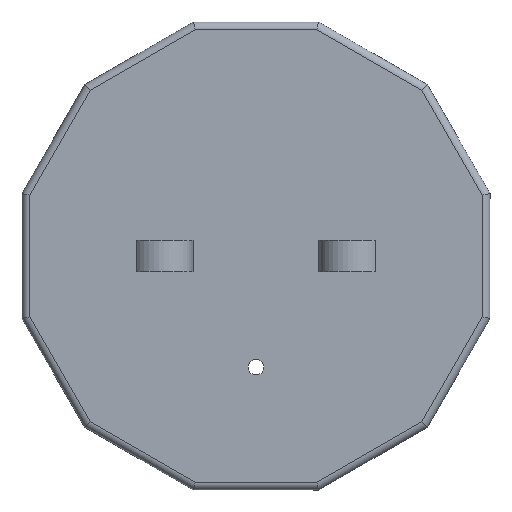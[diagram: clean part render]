
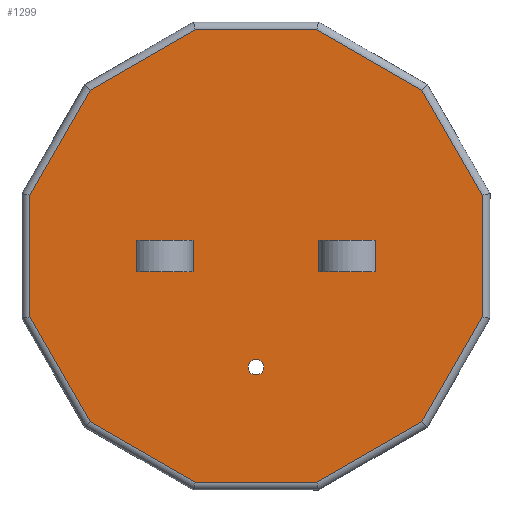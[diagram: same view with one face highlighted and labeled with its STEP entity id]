
A CAD part, front view. The second image highlights one B-rep face of the part: STEP entity #1299.
In plain terms, the highlighted planar face has unit normal (0, -1, 0).
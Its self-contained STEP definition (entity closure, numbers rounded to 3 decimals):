
#40=FACE_BOUND('',#180,.T.);
#41=FACE_BOUND('',#181,.T.);
#42=FACE_BOUND('',#182,.T.);
#52=PLANE('',#1403);
#101=FACE_OUTER_BOUND('',#179,.T.);
#179=EDGE_LOOP('',(#905,#906,#907,#908,#909,#910,#911,#912,#913,#914,#915,
#916));
#180=EDGE_LOOP('',(#917));
#181=EDGE_LOOP('',(#918,#919,#920,#921));
#182=EDGE_LOOP('',(#922,#923,#924,#925));
#264=LINE('',#1899,#419);
#267=LINE('',#1906,#422);
#271=LINE('',#1915,#426);
#272=LINE('',#1921,#427);
#273=LINE('',#1923,#428);
#274=LINE('',#1925,#429);
#275=LINE('',#1927,#430);
#276=LINE('',#1929,#431);
#277=LINE('',#1931,#432);
#278=LINE('',#1933,#433);
#279=LINE('',#1935,#434);
#280=LINE('',#1937,#435);
#281=LINE('',#1939,#436);
#282=LINE('',#1941,#437);
#283=LINE('',#1942,#438);
#284=LINE('',#1944,#439);
#285=LINE('',#1945,#440);
#286=LINE('',#1947,#441);
#287=LINE('',#1949,#442);
#288=LINE('',#1950,#443);
#419=VECTOR('',#1519,10.);
#422=VECTOR('',#1524,10.);
#426=VECTOR('',#1532,10.);
#427=VECTOR('',#1537,10.);
#428=VECTOR('',#1538,10.);
#429=VECTOR('',#1539,10.);
#430=VECTOR('',#1540,10.);
#431=VECTOR('',#1541,10.);
#432=VECTOR('',#1542,10.);
#433=VECTOR('',#1543,10.);
#434=VECTOR('',#1544,10.);
#435=VECTOR('',#1545,10.);
#436=VECTOR('',#1546,10.);
#437=VECTOR('',#1547,10.);
#438=VECTOR('',#1548,10.);
#439=VECTOR('',#1549,10.);
#440=VECTOR('',#1550,10.);
#441=VECTOR('',#1551,10.);
#442=VECTOR('',#1552,10.);
#443=VECTOR('',#1553,10.);
#571=CIRCLE('',#1396,1.25);
#581=VERTEX_POINT('',#1887);
#585=VERTEX_POINT('',#1896);
#586=VERTEX_POINT('',#1898);
#587=VERTEX_POINT('',#1902);
#589=VERTEX_POINT('',#1905);
#592=VERTEX_POINT('',#1913);
#594=VERTEX_POINT('',#1919);
#595=VERTEX_POINT('',#1920);
#596=VERTEX_POINT('',#1922);
#597=VERTEX_POINT('',#1924);
#598=VERTEX_POINT('',#1926);
#599=VERTEX_POINT('',#1928);
#600=VERTEX_POINT('',#1930);
#601=VERTEX_POINT('',#1932);
#602=VERTEX_POINT('',#1934);
#603=VERTEX_POINT('',#1936);
#604=VERTEX_POINT('',#1938);
#605=VERTEX_POINT('',#1940);
#606=VERTEX_POINT('',#1943);
#607=VERTEX_POINT('',#1946);
#608=VERTEX_POINT('',#1948);
#699=EDGE_CURVE('',#581,#581,#571,.T.);
#704=EDGE_CURVE('',#586,#585,#264,.T.);
#707=EDGE_CURVE('',#589,#587,#267,.T.);
#712=EDGE_CURVE('',#585,#592,#271,.T.);
#714=EDGE_CURVE('',#594,#595,#272,.T.);
#715=EDGE_CURVE('',#596,#594,#273,.T.);
#716=EDGE_CURVE('',#597,#596,#274,.T.);
#717=EDGE_CURVE('',#598,#597,#275,.T.);
#718=EDGE_CURVE('',#599,#598,#276,.T.);
#719=EDGE_CURVE('',#600,#599,#277,.T.);
#720=EDGE_CURVE('',#601,#600,#278,.T.);
#721=EDGE_CURVE('',#602,#601,#279,.T.);
#722=EDGE_CURVE('',#603,#602,#280,.T.);
#723=EDGE_CURVE('',#604,#603,#281,.T.);
#724=EDGE_CURVE('',#605,#604,#282,.T.);
#725=EDGE_CURVE('',#595,#605,#283,.T.);
#726=EDGE_CURVE('',#606,#586,#284,.T.);
#727=EDGE_CURVE('',#592,#606,#285,.T.);
#728=EDGE_CURVE('',#587,#607,#286,.T.);
#729=EDGE_CURVE('',#607,#608,#287,.T.);
#730=EDGE_CURVE('',#608,#589,#288,.T.);
#905=ORIENTED_EDGE('',*,*,#714,.F.);
#906=ORIENTED_EDGE('',*,*,#715,.F.);
#907=ORIENTED_EDGE('',*,*,#716,.F.);
#908=ORIENTED_EDGE('',*,*,#717,.F.);
#909=ORIENTED_EDGE('',*,*,#718,.F.);
#910=ORIENTED_EDGE('',*,*,#719,.F.);
#911=ORIENTED_EDGE('',*,*,#720,.F.);
#912=ORIENTED_EDGE('',*,*,#721,.F.);
#913=ORIENTED_EDGE('',*,*,#722,.F.);
#914=ORIENTED_EDGE('',*,*,#723,.F.);
#915=ORIENTED_EDGE('',*,*,#724,.F.);
#916=ORIENTED_EDGE('',*,*,#725,.F.);
#917=ORIENTED_EDGE('',*,*,#699,.T.);
#918=ORIENTED_EDGE('',*,*,#726,.T.);
#919=ORIENTED_EDGE('',*,*,#704,.T.);
#920=ORIENTED_EDGE('',*,*,#712,.T.);
#921=ORIENTED_EDGE('',*,*,#727,.T.);
#922=ORIENTED_EDGE('',*,*,#707,.T.);
#923=ORIENTED_EDGE('',*,*,#728,.T.);
#924=ORIENTED_EDGE('',*,*,#729,.T.);
#925=ORIENTED_EDGE('',*,*,#730,.T.);
#1299=ADVANCED_FACE('',(#101,#40,#41,#42),#52,.F.);
#1396=AXIS2_PLACEMENT_3D('',#1888,#1510,#1511);
#1403=AXIS2_PLACEMENT_3D('',#1918,#1535,#1536);
#1510=DIRECTION('center_axis',(0.,1.,0.));
#1511=DIRECTION('ref_axis',(1.,0.,0.));
#1519=DIRECTION('',(0.,0.,1.));
#1524=DIRECTION('',(0.,0.,-1.));
#1532=DIRECTION('',(1.,0.,0.));
#1535=DIRECTION('center_axis',(0.,1.,0.));
#1536=DIRECTION('ref_axis',(0.,0.,1.));
#1537=DIRECTION('',(-0.5,0.,0.866));
#1538=DIRECTION('',(-0.866,0.,0.5));
#1539=DIRECTION('',(-1.,0.,0.));
#1540=DIRECTION('',(-0.866,0.,-0.5));
#1541=DIRECTION('',(-0.5,0.,-0.866));
#1542=DIRECTION('',(0.,0.,-1.));
#1543=DIRECTION('',(0.5,0.,-0.866));
#1544=DIRECTION('',(0.866,0.,-0.5));
#1545=DIRECTION('',(1.,0.,0.));
#1546=DIRECTION('',(0.866,0.,0.5));
#1547=DIRECTION('',(0.5,0.,0.866));
#1548=DIRECTION('',(0.,0.,1.));
#1549=DIRECTION('',(-1.,0.,0.));
#1550=DIRECTION('',(0.,0.,-1.));
#1551=DIRECTION('',(-1.,0.,0.));
#1552=DIRECTION('',(0.,0.,1.));
#1553=DIRECTION('',(1.,0.,0.));
#1887=CARTESIAN_POINT('',(-1.25,0.,-17.7));
#1888=CARTESIAN_POINT('Origin',(0.,0.,-17.7));
#1896=CARTESIAN_POINT('',(-19.,0.,2.5));
#1898=CARTESIAN_POINT('',(-19.,0.,-2.5));
#1899=CARTESIAN_POINT('',(-19.,0.,-2.5));
#1902=CARTESIAN_POINT('',(19.,0.,-2.5));
#1905=CARTESIAN_POINT('',(19.,0.,2.5));
#1906=CARTESIAN_POINT('',(19.,0.,2.5));
#1913=CARTESIAN_POINT('',(-10.,0.,2.5));
#1915=CARTESIAN_POINT('',(-5.,0.,2.5));
#1918=CARTESIAN_POINT('Origin',(0.,0.,0.));
#1919=CARTESIAN_POINT('',(-26.409,0.,-26.409));
#1920=CARTESIAN_POINT('',(-36.075,0.,-9.666));
#1921=CARTESIAN_POINT('',(-28.745,0.,-22.362));
#1922=CARTESIAN_POINT('',(-9.666,0.,-36.075));
#1923=CARTESIAN_POINT('',(-13.713,0.,-33.739));
#1924=CARTESIAN_POINT('',(9.666,0.,-36.075));
#1925=CARTESIAN_POINT('',(4.994,0.,-36.075));
#1926=CARTESIAN_POINT('',(26.409,0.,-26.409));
#1927=CARTESIAN_POINT('',(22.362,0.,-28.745));
#1928=CARTESIAN_POINT('',(36.075,0.,-9.666));
#1929=CARTESIAN_POINT('',(33.739,0.,-13.713));
#1930=CARTESIAN_POINT('',(36.075,0.,9.666));
#1931=CARTESIAN_POINT('',(36.075,0.,4.994));
#1932=CARTESIAN_POINT('',(26.409,0.,26.409));
#1933=CARTESIAN_POINT('',(28.745,0.,22.362));
#1934=CARTESIAN_POINT('',(9.666,0.,36.075));
#1935=CARTESIAN_POINT('',(13.713,0.,33.739));
#1936=CARTESIAN_POINT('',(-9.666,0.,36.075));
#1937=CARTESIAN_POINT('',(-4.994,0.,36.075));
#1938=CARTESIAN_POINT('',(-26.409,0.,26.409));
#1939=CARTESIAN_POINT('',(-22.362,0.,28.745));
#1940=CARTESIAN_POINT('',(-36.075,0.,9.666));
#1941=CARTESIAN_POINT('',(-33.739,0.,13.713));
#1942=CARTESIAN_POINT('',(-36.075,0.,-4.994));
#1943=CARTESIAN_POINT('',(-10.,0.,-2.5));
#1944=CARTESIAN_POINT('',(-10.,0.,-2.5));
#1945=CARTESIAN_POINT('',(-10.,0.,-1.25));
#1946=CARTESIAN_POINT('',(10.,0.,-2.5));
#1947=CARTESIAN_POINT('',(5.,0.,-2.5));
#1948=CARTESIAN_POINT('',(10.,0.,2.5));
#1949=CARTESIAN_POINT('',(10.,0.,1.25));
#1950=CARTESIAN_POINT('',(10.,0.,2.5));
